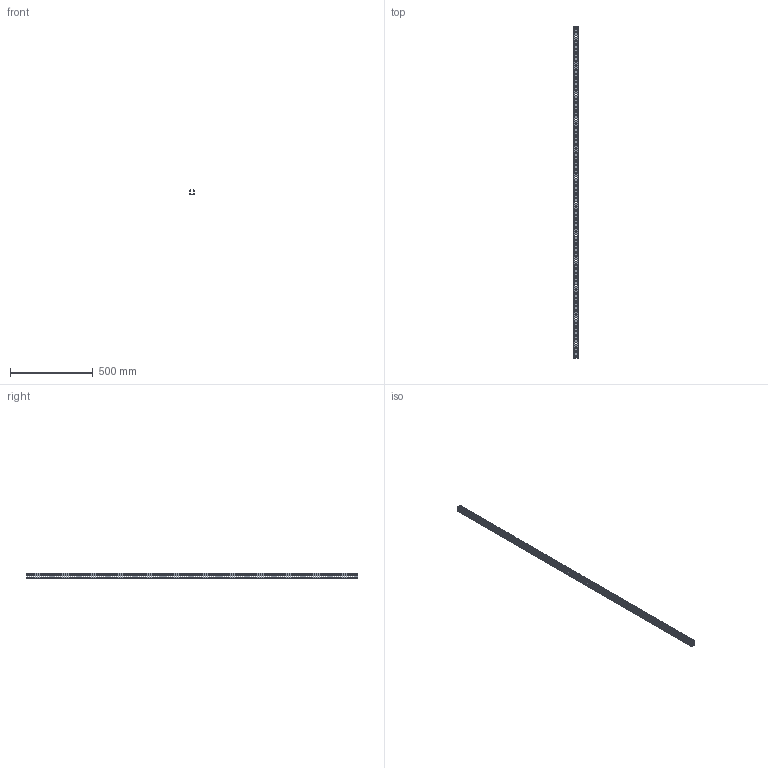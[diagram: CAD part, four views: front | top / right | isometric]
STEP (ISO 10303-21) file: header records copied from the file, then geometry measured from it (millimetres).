
FILE_DESCRIPTION(/* description */ (''),/* implementation_level */ '2;1');
FILE_NAME(/* name */ 'MC25X37_WEB.stp',/* time_stamp */ '2019-09-25T18:05:39-05:00',/* author */ (''),/* organization */ (''),/* preprocessor_version */ 'ST-DEVELOPER v16',/* originating_system */ 'SIEMENS PLM Software NX 11.0',/* authorisation */ '');
FILE_SCHEMA (('AP203_CONFIGURATION_CONTROLLED_3D_DESIGN_OF_MECHANICAL_PARTS_AND_ASSEMBLIES_MIM_LF { 1 0 10303 403 2 1 2}'));
Products named in the file (1): BWG0DBC8FEEet8h
Bounding box: 24.64 x 2000 x 32.89 mm (x, y, z)
Volume: 221507.2 mm3; surface area: 324786.2 mm2
Topology: 1 solids, 1 shells, 3210 faces, 9624 edges, 6416 vertices
Faces by surface type: plane 3050, cylinder 160
Entity records: 129103 total; most frequent: CARTESIAN_POINT 19251, ORIENTED_EDGE 19248, DIRECTION 16366, EDGE_CURVE 9624, LINE 9304, VECTOR 9304, VERTEX_POINT 6416, AXIS2_PLACEMENT_3D 3531
